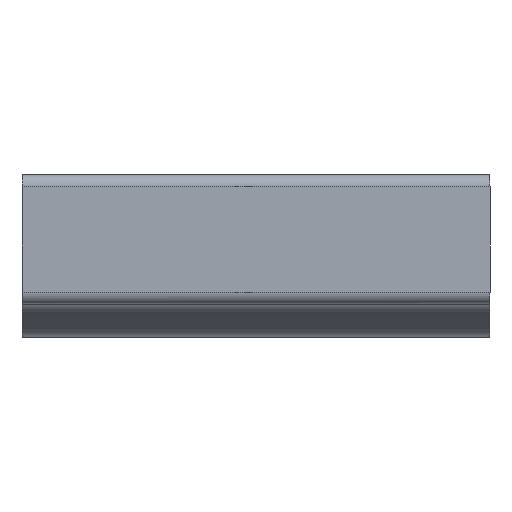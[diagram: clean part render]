
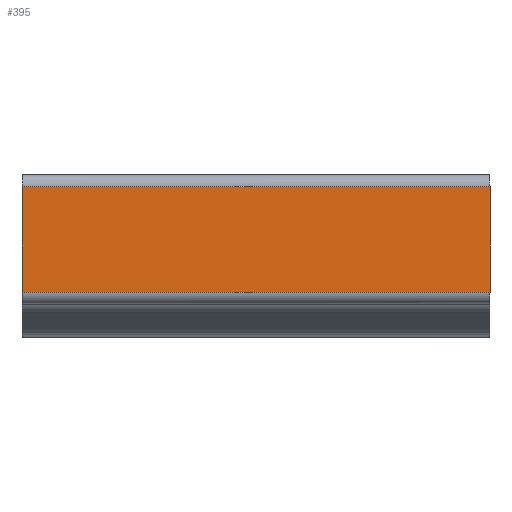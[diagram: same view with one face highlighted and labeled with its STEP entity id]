
A CAD part, top view. The second image highlights one B-rep face of the part: STEP entity #395.
In plain terms, the highlighted free-form (B-spline) face has degree [1, 1] with [2, 2] control points.
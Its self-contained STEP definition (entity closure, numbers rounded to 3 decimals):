
#32 = ORIENTED_EDGE ( 'NONE', *, *, #260, .F. ) ;
#38 = B_SPLINE_CURVE_WITH_KNOTS ( 'NONE', 1,
 ( #117, #74 ),
 .UNSPECIFIED., .F., .F.,
 ( 2, 2 ),
 ( -1., 0. ),
 .UNSPECIFIED. ) ;
#47 = CARTESIAN_POINT ( 'NONE',  ( 0., 3817.389, 1253.356 ) ) ;
#74 = CARTESIAN_POINT ( 'NONE',  ( 1000., 2802.674, 1253.356 ) ) ;
#109 = CARTESIAN_POINT ( 'NONE',  ( -1000., 2802.674, 1253.356 ) ) ;
#117 = CARTESIAN_POINT ( 'NONE',  ( -1000., 2802.674, 1253.356 ) ) ;
#124 = FACE_OUTER_BOUND ( 'NONE', #368, .T. ) ;
#167 = VERTEX_POINT ( 'NONE', #613 ) ;
#202 = CARTESIAN_POINT ( 'NONE',  ( -1000., 2500.979, 1253.356 ) ) ;
#213 = CARTESIAN_POINT ( 'NONE',  ( -1000., 2350.132, 1253.356 ) ) ;
#227 = ORIENTED_EDGE ( 'NONE', *, *, #534, .F. ) ;
#228 = CARTESIAN_POINT ( 'NONE',  ( -1000., 2350.132, 1253.356 ) ) ;
#260 = EDGE_CURVE ( 'NONE', #352, #167, #301, .T. ) ;
#301 = B_SPLINE_CURVE_WITH_KNOTS ( 'NONE', 3,
 ( #393, #202, #593, #109 ),
 .UNSPECIFIED., .F., .F.,
 ( 4, 4 ),
 ( 0., 1. ),
 .UNSPECIFIED. ) ;
#313 = CARTESIAN_POINT ( 'NONE',  ( 1000., 2802.674, 1253.356 ) ) ;
#314 = B_SPLINE_CURVE_WITH_KNOTS ( 'NONE', 1,
 ( #476, #228 ),
 .UNSPECIFIED., .F., .F.,
 ( 2, 2 ),
 ( -1., 0. ),
 .UNSPECIFIED. ) ;
#318 = CARTESIAN_POINT ( 'NONE',  ( 0., 1335.417, 1253.356 ) ) ;
#352 = VERTEX_POINT ( 'NONE', #213 ) ;
#353 = B_SPLINE_CURVE_WITH_KNOTS ( 'NONE', 3,
 ( #597, #606, #364, #420 ),
 .UNSPECIFIED., .F., .F.,
 ( 4, 4 ),
 ( 0., 1. ),
 .UNSPECIFIED. ) ;
#364 = CARTESIAN_POINT ( 'NONE',  ( 1000., 2500.979, 1253.356 ) ) ;
#368 = EDGE_LOOP ( 'NONE', ( #510, #227, #516, #32 ) ) ;
#377 = VERTEX_POINT ( 'NONE', #599 ) ;
#393 = CARTESIAN_POINT ( 'NONE',  ( -1000., 2350.132, 1253.356 ) ) ;
#395 = ADVANCED_FACE ( 'NONE', ( #124 ), #491, .F. ) ;
#420 = CARTESIAN_POINT ( 'NONE',  ( 1000., 2350.132, 1253.356 ) ) ;
#426 = CARTESIAN_POINT ( 'NONE',  ( 1240.986, 2576.403, 1253.356 ) ) ;
#476 = CARTESIAN_POINT ( 'NONE',  ( 1000., 2350.132, 1253.356 ) ) ;
#479 = EDGE_CURVE ( 'NONE', #377, #352, #314, .T. ) ;
#491 = B_SPLINE_SURFACE_WITH_KNOTS ( 'NONE', 1, 1, ( 
 ( #578, #318 ),
 ( #47, #426 ) ),
 .UNSPECIFIED., .F., .F., .F.,
 ( 2, 2 ),
 ( 2, 2 ),
 ( 0., 1. ),
 ( 0., 1. ),
 .UNSPECIFIED. ) ;
#510 = ORIENTED_EDGE ( 'NONE', *, *, #479, .F. ) ;
#516 = ORIENTED_EDGE ( 'NONE', *, *, #558, .F. ) ;
#534 = EDGE_CURVE ( 'NONE', #554, #377, #353, .T. ) ;
#554 = VERTEX_POINT ( 'NONE', #313 ) ;
#558 = EDGE_CURVE ( 'NONE', #167, #554, #38, .T. ) ;
#578 = CARTESIAN_POINT ( 'NONE',  ( -1240.986, 2576.403, 1253.356 ) ) ;
#593 = CARTESIAN_POINT ( 'NONE',  ( -1000., 2651.826, 1253.356 ) ) ;
#597 = CARTESIAN_POINT ( 'NONE',  ( 1000., 2802.674, 1253.356 ) ) ;
#599 = CARTESIAN_POINT ( 'NONE',  ( 1000., 2350.132, 1253.356 ) ) ;
#606 = CARTESIAN_POINT ( 'NONE',  ( 1000., 2651.826, 1253.356 ) ) ;
#613 = CARTESIAN_POINT ( 'NONE',  ( -1000., 2802.674, 1253.356 ) ) ;
